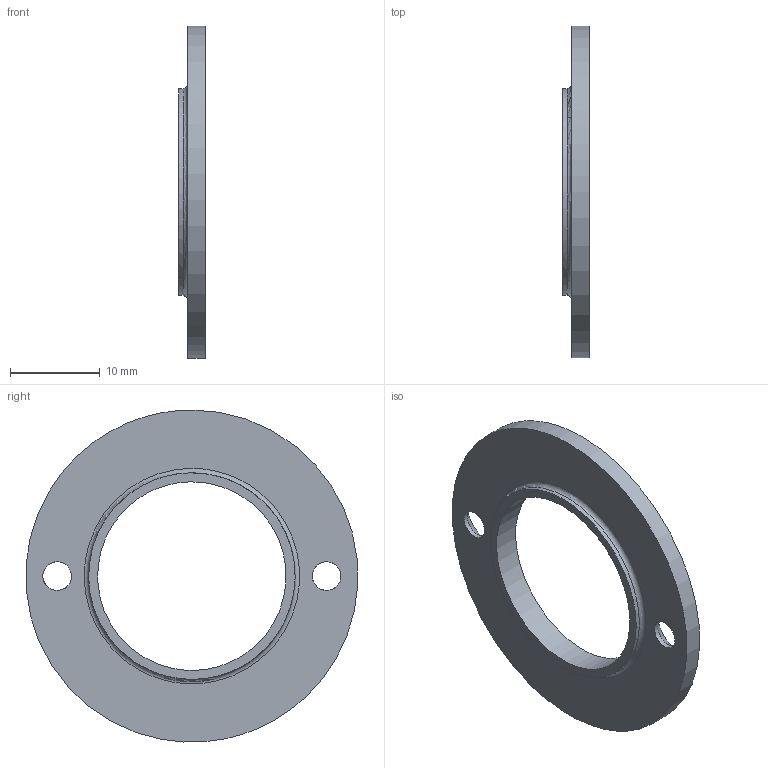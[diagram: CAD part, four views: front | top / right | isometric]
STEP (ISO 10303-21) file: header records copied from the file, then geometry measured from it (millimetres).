
FILE_DESCRIPTION(('THIS FILE CONTAINS SOME STEP INSTANCES'),'1');
FILE_NAME('LE-CB-006-01 Krou�ek zaji��ovac�.stp','2021-09-24T13:23:20',('UNDEFINED'),('UNDEFINED'),'T-FLEX CAD STEP converter','T-FLEX CAD','');
FILE_SCHEMA(('CONFIG_CONTROL_DESIGN'));
Length unit declared in the file: metre
Products named in the file (1): T骴o_9
Bounding box: 3 x 36.93 x 36.98 mm (x, y, z)
Volume: 1472.2 mm3; surface area: 1948.3 mm2
Topology: 1 solids, 1 shells, 11 faces, 23 edges, 15 vertices
Faces by surface type: cylinder 5, plane 3, cone 2, torus 1
Full cylindrical faces by diameter (mm): 3.2 x2, 21 x1, 23 x1, 37 x1
Entity records: 415 total; most frequent: CARTESIAN_POINT 120, ORIENTED_EDGE 34, DIRECTION 29, EDGE_LOOP 22, EDGE_CURVE 17, STYLED_ITEM 13, PRESENTATION_STYLE_ASSIGNMENT 13, SURFACE_STYLE_USAGE 13
